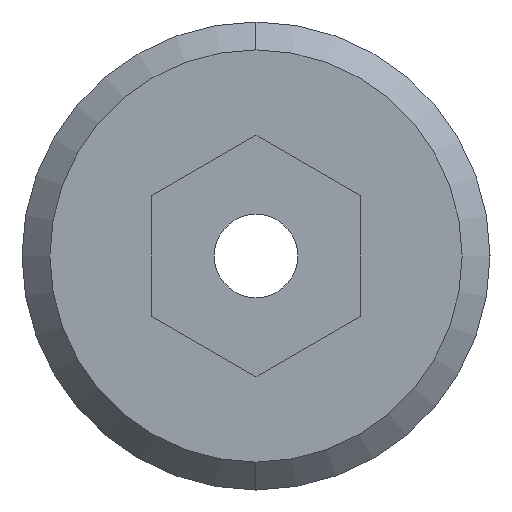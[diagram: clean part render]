
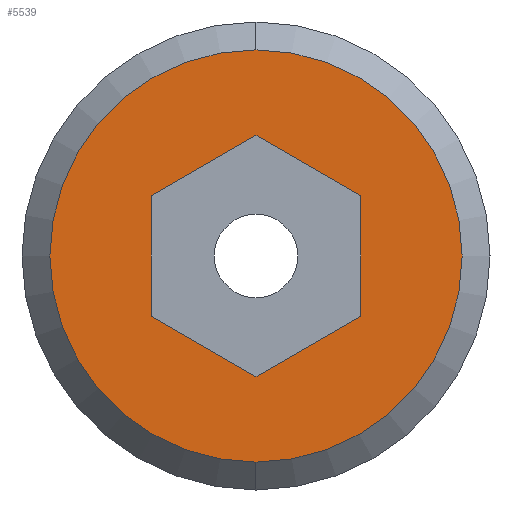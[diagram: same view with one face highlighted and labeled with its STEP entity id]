
A CAD part, left-side view. The second image highlights one B-rep face of the part: STEP entity #5539.
In plain terms, the highlighted planar face has unit normal (-1, 0, 0).
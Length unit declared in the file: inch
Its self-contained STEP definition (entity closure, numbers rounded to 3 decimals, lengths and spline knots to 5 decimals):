
#2224=CARTESIAN_POINT('',(-0.123,0.,0.));
#2225=DIRECTION('',(-1.,0.,0.));
#2226=DIRECTION('',(0.,1.,0.));
#2227=AXIS2_PLACEMENT_3D('',#2224,#2225,#2226);
#2242=DIRECTION('',(0.,0.5,0.866));
#2243=VECTOR('',#2242,0.05196);
#2244=CARTESIAN_POINT('',(-0.123,0.02598,-0.045));
#2245=LINE('',#2244,#2243);
#2246=DIRECTION('',(0.,1.,0.));
#2247=VECTOR('',#2246,0.05196);
#2248=CARTESIAN_POINT('',(-0.123,-0.02598,-0.045));
#2249=LINE('',#2248,#2247);
#2250=DIRECTION('',(0.,0.5,-0.866));
#2251=VECTOR('',#2250,0.05196);
#2252=CARTESIAN_POINT('',(-0.123,-0.05196,0.));
#2253=LINE('',#2252,#2251);
#2254=DIRECTION('',(0.,-0.5,-0.866));
#2255=VECTOR('',#2254,0.05196);
#2256=CARTESIAN_POINT('',(-0.123,-0.02598,0.045));
#2257=LINE('',#2256,#2255);
#2258=DIRECTION('',(0.,-1.,0.));
#2259=VECTOR('',#2258,0.05196);
#2260=CARTESIAN_POINT('',(-0.123,0.02598,0.045));
#2261=LINE('',#2260,#2259);
#2262=DIRECTION('',(0.,-0.5,0.866));
#2263=VECTOR('',#2262,0.05196);
#2264=CARTESIAN_POINT('',(-0.123,0.05196,0.));
#2265=LINE('',#2264,#2263);
#2266=CARTESIAN_POINT('',(-0.123,0.,0.));
#2267=DIRECTION('',(1.,0.,0.));
#2268=DIRECTION('',(0.,1.,0.));
#2269=AXIS2_PLACEMENT_3D('',#2266,#2267,#2268);
#2426=CARTESIAN_POINT('',(-0.123,0.08875,0.));
#2427=CARTESIAN_POINT('',(-0.123,-0.08875,0.));
#2428=VERTEX_POINT('',#2426);
#2429=VERTEX_POINT('',#2427);
#2446=CARTESIAN_POINT('',(-0.123,0.02598,-0.045));
#2447=CARTESIAN_POINT('',(-0.123,0.05196,0.));
#2448=VERTEX_POINT('',#2446);
#2449=VERTEX_POINT('',#2447);
#2450=CARTESIAN_POINT('',(-0.123,-0.02598,-0.045));
#2451=VERTEX_POINT('',#2450);
#2452=CARTESIAN_POINT('',(-0.123,-0.05196,0.));
#2453=VERTEX_POINT('',#2452);
#2454=CARTESIAN_POINT('',(-0.123,-0.02598,0.045));
#2455=VERTEX_POINT('',#2454);
#2456=CARTESIAN_POINT('',(-0.123,0.02598,0.045));
#2457=VERTEX_POINT('',#2456);
#5515=CARTESIAN_POINT('',(-0.123,0.,0.));
#5516=DIRECTION('',(1.,0.,0.));
#5517=DIRECTION('',(0.,-1.,0.));
#5518=AXIS2_PLACEMENT_3D('',#5515,#5516,#5517);
#5519=PLANE('',#5518);
#5520=ORIENTED_EDGE('',*,*,#5505,.F.);
#5522=ORIENTED_EDGE('',*,*,#5521,.T.);
#5523=EDGE_LOOP('',(#5520,#5522));
#5524=FACE_OUTER_BOUND('',#5523,.F.);
#5526=ORIENTED_EDGE('',*,*,#5525,.F.);
#5528=ORIENTED_EDGE('',*,*,#5527,.F.);
#5530=ORIENTED_EDGE('',*,*,#5529,.F.);
#5532=ORIENTED_EDGE('',*,*,#5531,.F.);
#5534=ORIENTED_EDGE('',*,*,#5533,.F.);
#5536=ORIENTED_EDGE('',*,*,#5535,.F.);
#5537=EDGE_LOOP('',(#5526,#5528,#5530,#5532,#5534,#5536));
#5538=FACE_BOUND('',#5537,.F.);
#2228=CIRCLE('',#2227,0.08875);
#2270=CIRCLE('',#2269,0.08875);
#5505=EDGE_CURVE('',#2428,#2429,#2228,.T.);
#5521=EDGE_CURVE('',#2428,#2429,#2270,.T.);
#5525=EDGE_CURVE('',#2448,#2449,#2245,.T.);
#5527=EDGE_CURVE('',#2451,#2448,#2249,.T.);
#5529=EDGE_CURVE('',#2453,#2451,#2253,.T.);
#5531=EDGE_CURVE('',#2455,#2453,#2257,.T.);
#5533=EDGE_CURVE('',#2457,#2455,#2261,.T.);
#5535=EDGE_CURVE('',#2449,#2457,#2265,.T.);
#5539=ADVANCED_FACE('',(#5524,#5538),#5519,.F.);
